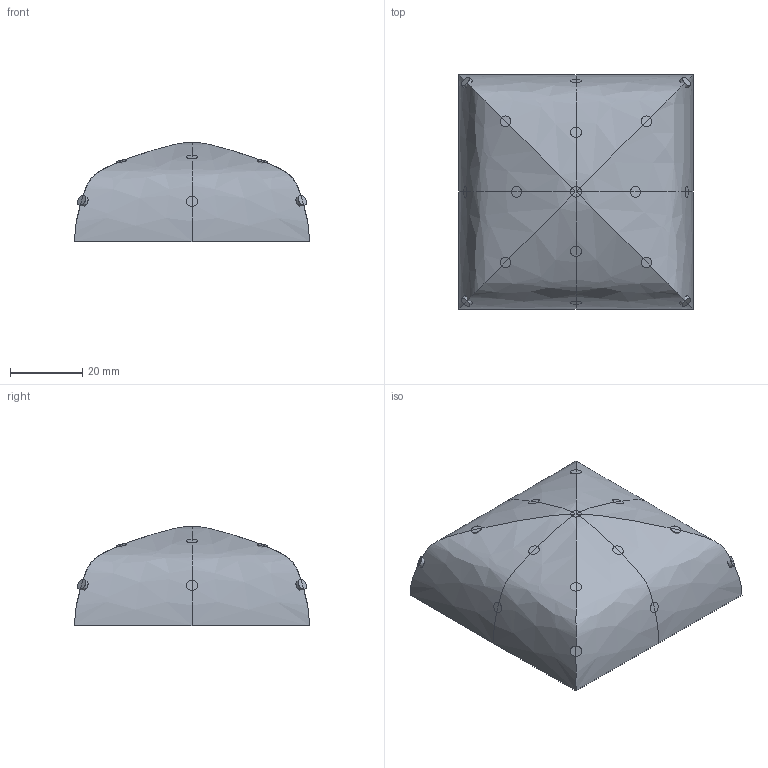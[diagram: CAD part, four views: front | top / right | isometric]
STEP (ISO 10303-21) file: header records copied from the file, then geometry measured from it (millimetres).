
FILE_DESCRIPTION(('Open CASCADE Model'),'2;1');
FILE_NAME('Open CASCADE Shape Model','2025-04-15T16:00:27',('Author'),( 'Open CASCADE'),'Open CASCADE STEP processor 7.5','Open CASCADE 7.5' ,'Unknown');
FILE_SCHEMA(('AUTOMOTIVE_DESIGN { 1 0 10303 214 1 1 1 1 }'));
Length unit declared in the file: millimetre
Products named in the file (22): Open CASCADE STEP translator 7.5 1; Open CASCADE STEP translator 7.5 1.1; Open CASCADE STEP translator 7.5 1.2; Open CASCADE STEP translator 7.5 1.3; Open CASCADE STEP translator 7.5 1.4; Open CASCADE STEP translator 7.5 1.5; Open CASCADE STEP translator 7.5 1.6; Open CASCADE STEP translator 7.5 1.7; Open CASCADE STEP translator 7.5 1.8; Open CASCADE STEP translator 7.5 1.9; Open CASCADE STEP translator 7.5 1.10; Open CASCADE STEP translator 7.5 1.11; Open CASCADE STEP translator 7.5 1.12; Open CASCADE STEP translator 7.5 1.13; Open CASCADE STEP translator 7.5 1.14; Open CASCADE STEP translator 7.5 1.15; Open CASCADE STEP translator 7.5 1.16; Open CASCADE STEP translator 7.5 1.17; Open CASCADE STEP translator 7.5 1.18; Open CASCADE STEP translator 7.5 1.19; Open CASCADE STEP translator 7.5 1.20; Open CASCADE STEP translator 7.5 1.21
Assembly tree (21 placements, depth 2):
  Open CASCADE STEP translator 7.5 1
    Open CASCADE STEP translator 7.5 1.1
    Open CASCADE STEP translator 7.5 1.2
    Open CASCADE STEP translator 7.5 1.3
    Open CASCADE STEP translator 7.5 1.4
    Open CASCADE STEP translator 7.5 1.5
    Open CASCADE STEP translator 7.5 1.6
    Open CASCADE STEP translator 7.5 1.7
    Open CASCADE STEP translator 7.5 1.8
    Open CASCADE STEP translator 7.5 1.9
    Open CASCADE STEP translator 7.5 1.10
    Open CASCADE STEP translator 7.5 1.11
    Open CASCADE STEP translator 7.5 1.12
    Open CASCADE STEP translator 7.5 1.13
    Open CASCADE STEP translator 7.5 1.14
    Open CASCADE STEP translator 7.5 1.15
    Open CASCADE STEP translator 7.5 1.16
    Open CASCADE STEP translator 7.5 1.17
    Open CASCADE STEP translator 7.5 1.18
    Open CASCADE STEP translator 7.5 1.19
    Open CASCADE STEP translator 7.5 1.20
    Open CASCADE STEP translator 7.5 1.21
Bounding box: 65 x 65 x 27.5 mm (x, y, z)
Volume: 34152.9 mm3; surface area: 15269.4 mm2
Topology: 18 solids, 18 shells, 73 faces, 101 edges, 72 vertices
Faces by surface type: plane 36, cylinder 18, bspline 17, extrusion 2
Full cylindrical faces by diameter (mm): 3 x17
Entity records: 6922 total; most frequent: CARTESIAN_POINT 4533, DIRECTION 356, ORIENTED_EDGE 198, PCURVE 198, DEFINITIONAL_REPRESENTATION 198, B_SPLINE_CURVE_WITH_KNOTS 128, AXIS2_PLACEMENT_3D 111, EDGE_CURVE 99
